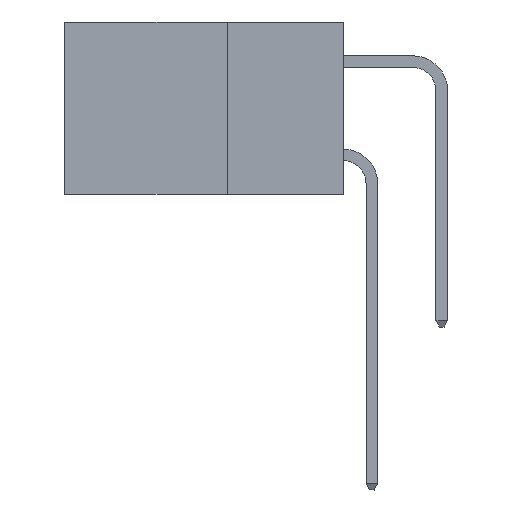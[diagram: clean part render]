
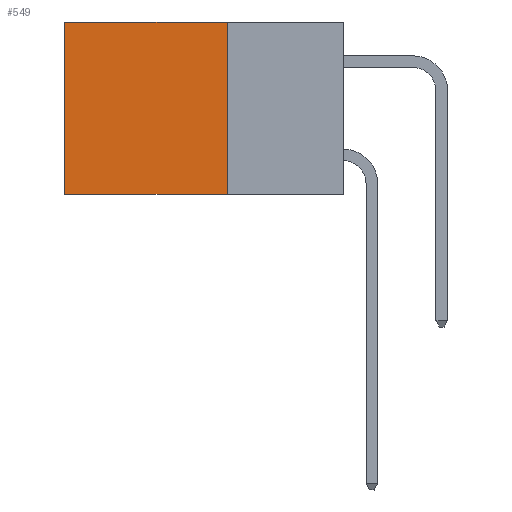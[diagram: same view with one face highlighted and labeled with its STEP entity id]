
A CAD part, left-side view. The second image highlights one B-rep face of the part: STEP entity #549.
In plain terms, the highlighted planar face has unit normal (-1, 0, 0).
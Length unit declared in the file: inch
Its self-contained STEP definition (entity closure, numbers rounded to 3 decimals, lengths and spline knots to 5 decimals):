
#549 = ADVANCED_FACE ( 'NONE', ( #11750 ), #9088, .F. ) ;
#1760 = VECTOR ( 'NONE', #12230, 39.37008 ) ;
#1801 = ORIENTED_EDGE ( 'NONE', *, *, #16110, .T. ) ;
#2126 = ORIENTED_EDGE ( 'NONE', *, *, #22416, .F. ) ;
#3312 = EDGE_CURVE ( 'NONE', #19777, #19231, #6812, .T. ) ;
#4663 = CARTESIAN_POINT ( 'NONE',  ( 0.298, 0.6, -0.37 ) ) ;
#5127 = CARTESIAN_POINT ( 'NONE',  ( 0.298, 0.6, 0. ) ) ;
#6139 = DIRECTION ( 'NONE',  ( 1., 0., 0. ) ) ;
#6308 = VECTOR ( 'NONE', #10759, 39.37008 ) ;
#6812 = LINE ( 'NONE', #12458, #1760 ) ;
#7663 = EDGE_LOOP ( 'NONE', ( #22422, #16165, #2126, #1801 ) ) ;
#8673 = DIRECTION ( 'NONE',  ( 0., 0., -1. ) ) ;
#9088 = PLANE ( 'NONE',  #12648 ) ;
#9665 = CARTESIAN_POINT ( 'NONE',  ( 0.298, 0.25, 0. ) ) ;
#9966 = LINE ( 'NONE', #5127, #14289 ) ;
#10129 = VECTOR ( 'NONE', #8673, 39.37008 ) ;
#10616 = CARTESIAN_POINT ( 'NONE',  ( 0.298, 0.6, 0. ) ) ;
#10678 = LINE ( 'NONE', #21803, #6308 ) ;
#10759 = DIRECTION ( 'NONE',  ( 0., 1., 0. ) ) ;
#11750 = FACE_OUTER_BOUND ( 'NONE', #7663, .T. ) ;
#11837 = CARTESIAN_POINT ( 'NONE',  ( 0.298, 0.25, -0.37 ) ) ;
#12230 = DIRECTION ( 'NONE',  ( 0., 1., 0. ) ) ;
#12458 = CARTESIAN_POINT ( 'NONE',  ( 0.298, 0.25, -0.37 ) ) ;
#12625 = DIRECTION ( 'NONE',  ( 0., 0., -1. ) ) ;
#12648 = AXIS2_PLACEMENT_3D ( 'NONE', #9665, #6139, #17001 ) ;
#14289 = VECTOR ( 'NONE', #12625, 39.37008 ) ;
#16033 = CARTESIAN_POINT ( 'NONE',  ( 0.298, 0.25, 0. ) ) ;
#16110 = EDGE_CURVE ( 'NONE', #22854, #21066, #10678, .T. ) ;
#16165 = ORIENTED_EDGE ( 'NONE', *, *, #3312, .F. ) ;
#17001 = DIRECTION ( 'NONE',  ( 0., 0., -1. ) ) ;
#17490 = CARTESIAN_POINT ( 'NONE',  ( 0.298, 0.25, 0. ) ) ;
#19231 = VERTEX_POINT ( 'NONE', #4663 ) ;
#19396 = LINE ( 'NONE', #16033, #10129 ) ;
#19777 = VERTEX_POINT ( 'NONE', #11837 ) ;
#20065 = EDGE_CURVE ( 'NONE', #21066, #19231, #9966, .T. ) ;
#21066 = VERTEX_POINT ( 'NONE', #10616 ) ;
#21803 = CARTESIAN_POINT ( 'NONE',  ( 0.298, 0.25, 0. ) ) ;
#22416 = EDGE_CURVE ( 'NONE', #22854, #19777, #19396, .T. ) ;
#22422 = ORIENTED_EDGE ( 'NONE', *, *, #20065, .T. ) ;
#22854 = VERTEX_POINT ( 'NONE', #17490 ) ;
